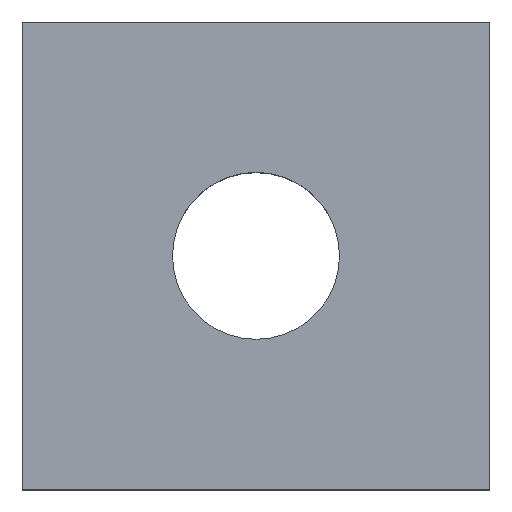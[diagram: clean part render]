
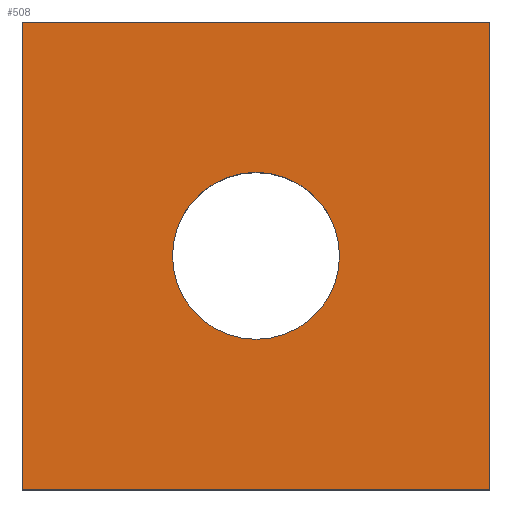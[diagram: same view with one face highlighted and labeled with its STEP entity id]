
A CAD part, top view. The second image highlights one B-rep face of the part: STEP entity #508.
In plain terms, the highlighted planar face has unit normal (0, 0, 1).
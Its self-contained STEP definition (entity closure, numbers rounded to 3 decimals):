
#72 = VECTOR ( 'NONE', #1163, 1000. ) ;
#104 = ORIENTED_EDGE ( 'NONE', *, *, #116, .T. ) ;
#116 = EDGE_CURVE ( 'NONE', #563, #243, #490, .T. ) ;
#118 = DIRECTION ( 'NONE',  ( 1., 0., 0. ) ) ;
#153 = EDGE_CURVE ( 'NONE', #885, #563, #377, .T. ) ;
#166 = EDGE_CURVE ( 'NONE', #955, #955, #837, .T. ) ;
#232 = CARTESIAN_POINT ( 'NONE',  ( 3.5, -3.5, 3. ) ) ;
#234 = ORIENTED_EDGE ( 'NONE', *, *, #166, .F. ) ;
#243 = VERTEX_POINT ( 'NONE', #232 ) ;
#277 = DIRECTION ( 'NONE',  ( 0., 0., 1. ) ) ;
#282 = VECTOR ( 'NONE', #889, 1000. ) ;
#302 = CARTESIAN_POINT ( 'NONE',  ( 3.5, 3.5, 3. ) ) ;
#303 = DIRECTION ( 'NONE',  ( 0., -1., 0. ) ) ;
#319 = FACE_BOUND ( 'NONE', #1202, .T. ) ;
#328 = EDGE_LOOP ( 'NONE', ( #802, #104, #753, #1063 ) ) ;
#377 = LINE ( 'NONE', #671, #473 ) ;
#404 = VERTEX_POINT ( 'NONE', #636 ) ;
#419 = CARTESIAN_POINT ( 'NONE',  ( -3.5, -3.5, 3. ) ) ;
#460 = CARTESIAN_POINT ( 'NONE',  ( -3.5, -3.5, 3. ) ) ;
#464 = LINE ( 'NONE', #302, #541 ) ;
#473 = VECTOR ( 'NONE', #303, 1000. ) ;
#490 = LINE ( 'NONE', #419, #282 ) ;
#502 = CARTESIAN_POINT ( 'NONE',  ( -3.5, 3.5, 3. ) ) ;
#506 = FACE_OUTER_BOUND ( 'NONE', #328, .T. ) ;
#508 = ADVANCED_FACE ( 'NONE', ( #319, #506 ), #546, .T. ) ;
#531 = LINE ( 'NONE', #502, #72 ) ;
#541 = VECTOR ( 'NONE', #1045, 1000. ) ;
#546 = PLANE ( 'NONE',  #1220 ) ;
#563 = VERTEX_POINT ( 'NONE', #460 ) ;
#636 = CARTESIAN_POINT ( 'NONE',  ( 3.5, 3.5, 3. ) ) ;
#655 = CARTESIAN_POINT ( 'NONE',  ( -3.5, 3.5, 3. ) ) ;
#671 = CARTESIAN_POINT ( 'NONE',  ( -3.5, 3.5, 3. ) ) ;
#676 = DIRECTION ( 'NONE',  ( 0., 0., 1. ) ) ;
#730 = CARTESIAN_POINT ( 'NONE',  ( 1.25, 0., 3. ) ) ;
#746 = CARTESIAN_POINT ( 'NONE',  ( -3.5, -3.5, 3. ) ) ;
#752 = EDGE_CURVE ( 'NONE', #243, #404, #464, .T. ) ;
#753 = ORIENTED_EDGE ( 'NONE', *, *, #752, .T. ) ;
#802 = ORIENTED_EDGE ( 'NONE', *, *, #153, .T. ) ;
#837 = CIRCLE ( 'NONE', #987, 1.25 ) ;
#885 = VERTEX_POINT ( 'NONE', #655 ) ;
#889 = DIRECTION ( 'NONE',  ( 1., 0., 0. ) ) ;
#927 = DIRECTION ( 'NONE',  ( 1., 0., 0. ) ) ;
#955 = VERTEX_POINT ( 'NONE', #730 ) ;
#987 = AXIS2_PLACEMENT_3D ( 'NONE', #1057, #676, #118 ) ;
#1045 = DIRECTION ( 'NONE',  ( 0., 1., 0. ) ) ;
#1055 = EDGE_CURVE ( 'NONE', #404, #885, #531, .T. ) ;
#1057 = CARTESIAN_POINT ( 'NONE',  ( 0., 0., 3. ) ) ;
#1063 = ORIENTED_EDGE ( 'NONE', *, *, #1055, .T. ) ;
#1163 = DIRECTION ( 'NONE',  ( -1., 0., 0. ) ) ;
#1202 = EDGE_LOOP ( 'NONE', ( #234 ) ) ;
#1220 = AXIS2_PLACEMENT_3D ( 'NONE', #746, #277, #927 ) ;
